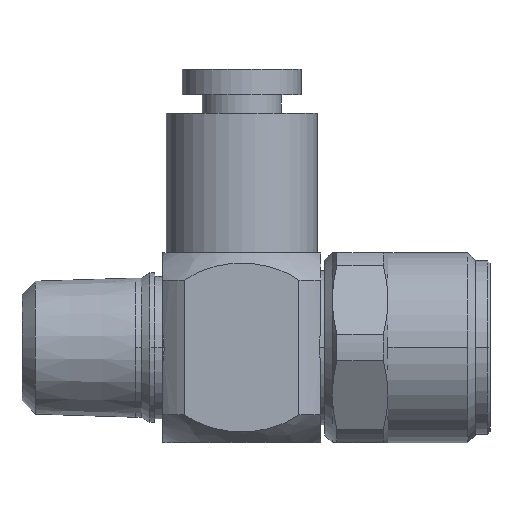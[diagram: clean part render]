
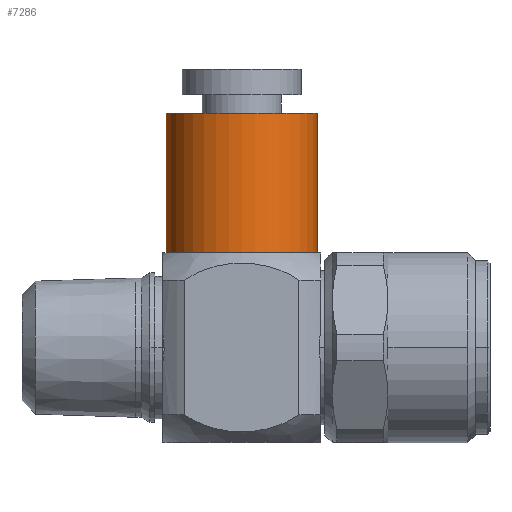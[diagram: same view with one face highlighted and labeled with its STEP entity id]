
A CAD part, top view. The second image highlights one B-rep face of the part: STEP entity #7286.
In plain terms, the highlighted cylindrical face has radius 7.582 mm (diameter 15.164 mm), a partial arc.
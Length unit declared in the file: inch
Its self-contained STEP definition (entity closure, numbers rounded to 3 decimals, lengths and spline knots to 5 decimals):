
#95 = DIRECTION ( 'NONE',  ( 0., -1., 0. ) ) ;
#160 = LINE ( 'NONE', #2428, #4020 ) ;
#274 = EDGE_CURVE ( 'NONE', #6938, #2604, #5881, .T. ) ;
#393 = CARTESIAN_POINT ( 'NONE',  ( -0.0275, 0.375, 0. ) ) ;
#433 = DIRECTION ( 'NONE',  ( 1., 0., 0. ) ) ;
#780 = AXIS2_PLACEMENT_3D ( 'NONE', #393, #4405, #7256 ) ;
#1084 = CARTESIAN_POINT ( 'NONE',  ( 0.271, 0.375, 0. ) ) ;
#1152 = CYLINDRICAL_SURFACE ( 'NONE', #2625, 0.2985 ) ;
#1401 = VERTEX_POINT ( 'NONE', #1084 ) ;
#1562 = CARTESIAN_POINT ( 'NONE',  ( -0.0275, 0.925, 0. ) ) ;
#1674 = EDGE_LOOP ( 'NONE', ( #3815, #6171, #3233, #4228 ) ) ;
#1792 = DIRECTION ( 'NONE',  ( 1., 0., 0. ) ) ;
#1834 = AXIS2_PLACEMENT_3D ( 'NONE', #1562, #4454, #433 ) ;
#2115 = VECTOR ( 'NONE', #4785, 39.37008 ) ;
#2119 = VERTEX_POINT ( 'NONE', #6315 ) ;
#2428 = CARTESIAN_POINT ( 'NONE',  ( 0.271, 0.925, 0. ) ) ;
#2465 = CARTESIAN_POINT ( 'NONE',  ( -0.326, 0.925, 0. ) ) ;
#2538 = CIRCLE ( 'NONE', #1834, 0.2985 ) ;
#2604 = VERTEX_POINT ( 'NONE', #5670 ) ;
#2625 = AXIS2_PLACEMENT_3D ( 'NONE', #4611, #4024, #1792 ) ;
#3233 = ORIENTED_EDGE ( 'NONE', *, *, #3247, .T. ) ;
#3247 = EDGE_CURVE ( 'NONE', #2604, #1401, #3254, .T. ) ;
#3254 = CIRCLE ( 'NONE', #780, 0.2985 ) ;
#3569 = EDGE_CURVE ( 'NONE', #2119, #6938, #2538, .T. ) ;
#3815 = ORIENTED_EDGE ( 'NONE', *, *, #3569, .T. ) ;
#4020 = VECTOR ( 'NONE', #95, 39.37008 ) ;
#4024 = DIRECTION ( 'NONE',  ( 0., -1., 0. ) ) ;
#4228 = ORIENTED_EDGE ( 'NONE', *, *, #4676, .F. ) ;
#4297 = FACE_OUTER_BOUND ( 'NONE', #1674, .T. ) ;
#4405 = DIRECTION ( 'NONE',  ( 0., 1., 0. ) ) ;
#4454 = DIRECTION ( 'NONE',  ( 0., -1., 0. ) ) ;
#4611 = CARTESIAN_POINT ( 'NONE',  ( -0.0275, 0.925, 0. ) ) ;
#4676 = EDGE_CURVE ( 'NONE', #2119, #1401, #160, .T. ) ;
#4785 = DIRECTION ( 'NONE',  ( 0., -1., 0. ) ) ;
#5670 = CARTESIAN_POINT ( 'NONE',  ( -0.326, 0.375, 0. ) ) ;
#5881 = LINE ( 'NONE', #2465, #2115 ) ;
#6042 = CARTESIAN_POINT ( 'NONE',  ( -0.326, 0.925, 0. ) ) ;
#6171 = ORIENTED_EDGE ( 'NONE', *, *, #274, .T. ) ;
#6315 = CARTESIAN_POINT ( 'NONE',  ( 0.271, 0.925, 0. ) ) ;
#6938 = VERTEX_POINT ( 'NONE', #6042 ) ;
#7256 = DIRECTION ( 'NONE',  ( 1., 0., 0. ) ) ;
#7286 = ADVANCED_FACE ( 'NONE', ( #4297 ), #1152, .T. ) ;
